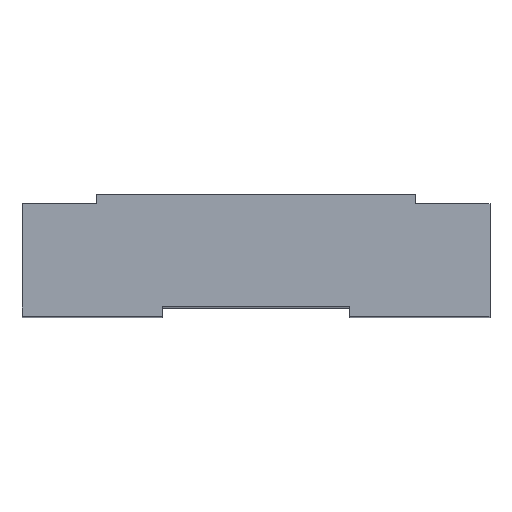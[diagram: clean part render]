
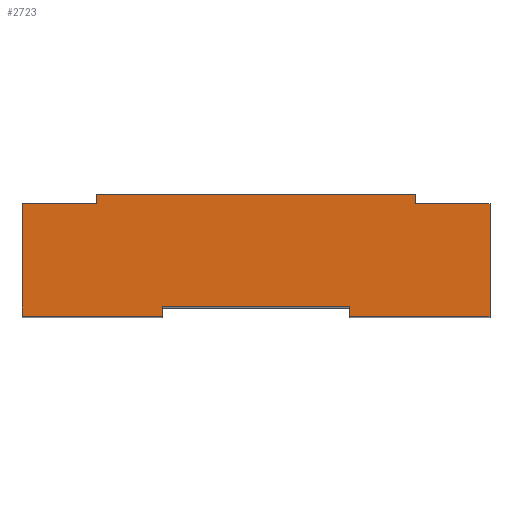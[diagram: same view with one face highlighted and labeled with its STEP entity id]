
A CAD part, top view. The second image highlights one B-rep face of the part: STEP entity #2723.
In plain terms, the highlighted planar face has unit normal (0, 0, 1).
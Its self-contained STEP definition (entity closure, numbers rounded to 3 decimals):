
#22 = ORIENTED_EDGE ( 'NONE', *, *, #3955, .T. ) ;
#36 = ORIENTED_EDGE ( 'NONE', *, *, #1401, .T. ) ;
#155 = EDGE_CURVE ( 'NONE', #163, #313, #1404, .T. ) ;
#163 = VERTEX_POINT ( 'NONE', #3489 ) ;
#183 = DIRECTION ( 'NONE',  ( 0., -1., 0. ) ) ;
#213 = CARTESIAN_POINT ( 'NONE',  ( 0.85, 0.55, 2.5 ) ) ;
#218 = CARTESIAN_POINT ( 'NONE',  ( -0.5, -0.05, 2.5 ) ) ;
#242 = CARTESIAN_POINT ( 'NONE',  ( -1.2, 0., 2.5 ) ) ;
#271 = CARTESIAN_POINT ( 'NONE',  ( 0.85, 0.55, 2.5 ) ) ;
#301 = ORIENTED_EDGE ( 'NONE', *, *, #155, .T. ) ;
#313 = VERTEX_POINT ( 'NONE', #4498 ) ;
#414 = EDGE_CURVE ( 'NONE', #2008, #4650, #2530, .T. ) ;
#460 = CARTESIAN_POINT ( 'NONE',  ( -0.5, 0., 2.5 ) ) ;
#515 = ORIENTED_EDGE ( 'NONE', *, *, #4390, .T. ) ;
#540 = DIRECTION ( 'NONE',  ( 0., 0., -1. ) ) ;
#543 = CARTESIAN_POINT ( 'NONE',  ( 1.25, -0.05, 2.5 ) ) ;
#562 = PLANE ( 'NONE',  #3804 ) ;
#575 = DIRECTION ( 'NONE',  ( -1., 0., 0. ) ) ;
#604 = DIRECTION ( 'NONE',  ( 1., 0., 0. ) ) ;
#619 = VECTOR ( 'NONE', #1659, 1000. ) ;
#625 = DIRECTION ( 'NONE',  ( 0., 1., 0. ) ) ;
#737 = VERTEX_POINT ( 'NONE', #1950 ) ;
#832 = ORIENTED_EDGE ( 'NONE', *, *, #3627, .T. ) ;
#871 = VECTOR ( 'NONE', #2200, 1000. ) ;
#892 = VERTEX_POINT ( 'NONE', #271 ) ;
#918 = DIRECTION ( 'NONE',  ( -1., 0., 0. ) ) ;
#932 = VECTOR ( 'NONE', #604, 1000. ) ;
#966 = LINE ( 'NONE', #2986, #2891 ) ;
#1024 = VECTOR ( 'NONE', #183, 1000. ) ;
#1027 = CARTESIAN_POINT ( 'NONE',  ( 0.85, 0.5, 2.5 ) ) ;
#1148 = EDGE_CURVE ( 'NONE', #3996, #892, #3995, .T. ) ;
#1194 = DIRECTION ( 'NONE',  ( 1., 0., 0. ) ) ;
#1220 = ORIENTED_EDGE ( 'NONE', *, *, #3170, .T. ) ;
#1358 = DIRECTION ( 'NONE',  ( -1., 0., 0. ) ) ;
#1401 = EDGE_CURVE ( 'NONE', #4564, #3996, #3872, .T. ) ;
#1404 = LINE ( 'NONE', #1690, #2409 ) ;
#1542 = VECTOR ( 'NONE', #2687, 1000. ) ;
#1627 = CARTESIAN_POINT ( 'NONE',  ( 0.5, 0., 2.5 ) ) ;
#1649 = LINE ( 'NONE', #1027, #2043 ) ;
#1655 = VECTOR ( 'NONE', #4540, 1000. ) ;
#1659 = DIRECTION ( 'NONE',  ( 1., 0., 0. ) ) ;
#1690 = CARTESIAN_POINT ( 'NONE',  ( -0.85, 0.5, 2.5 ) ) ;
#1924 = EDGE_LOOP ( 'NONE', ( #301, #515, #22, #2763, #832, #3189, #1220, #2355, #36, #3827, #3946, #2597 ) ) ;
#1933 = LINE ( 'NONE', #4545, #619 ) ;
#1950 = CARTESIAN_POINT ( 'NONE',  ( -1.25, -0.05, 2.5 ) ) ;
#2008 = VERTEX_POINT ( 'NONE', #460 ) ;
#2032 = CARTESIAN_POINT ( 'NONE',  ( -0.85, 0.55, 2.5 ) ) ;
#2034 = DIRECTION ( 'NONE',  ( 0., -1., 0. ) ) ;
#2043 = VECTOR ( 'NONE', #625, 1000. ) ;
#2200 = DIRECTION ( 'NONE',  ( 0., 1., 0. ) ) ;
#2231 = VECTOR ( 'NONE', #1358, 1000. ) ;
#2307 = CARTESIAN_POINT ( 'NONE',  ( -1.25, 0.55, 2.5 ) ) ;
#2355 = ORIENTED_EDGE ( 'NONE', *, *, #3156, .T. ) ;
#2409 = VECTOR ( 'NONE', #2034, 1000. ) ;
#2504 = VECTOR ( 'NONE', #4188, 1000. ) ;
#2530 = LINE ( 'NONE', #242, #932 ) ;
#2597 = ORIENTED_EDGE ( 'NONE', *, *, #4502, .T. ) ;
#2687 = DIRECTION ( 'NONE',  ( 0., 1., 0. ) ) ;
#2702 = LINE ( 'NONE', #4182, #1024 ) ;
#2712 = CARTESIAN_POINT ( 'NONE',  ( 1.2, 0.5, 2.5 ) ) ;
#2723 = ADVANCED_FACE ( 'NONE', ( #3410 ), #562, .F. ) ;
#2763 = ORIENTED_EDGE ( 'NONE', *, *, #3141, .T. ) ;
#2839 = LINE ( 'NONE', #3811, #1655 ) ;
#2891 = VECTOR ( 'NONE', #1194, 1000. ) ;
#2958 = CARTESIAN_POINT ( 'NONE',  ( 0.5, -0.05, 2.5 ) ) ;
#2986 = CARTESIAN_POINT ( 'NONE',  ( -1.25, -0.05, 2.5 ) ) ;
#2998 = VERTEX_POINT ( 'NONE', #2958 ) ;
#2999 = CARTESIAN_POINT ( 'NONE',  ( -0.5, 0., 2.5 ) ) ;
#3115 = VERTEX_POINT ( 'NONE', #2307 ) ;
#3118 = LINE ( 'NONE', #1627, #2504 ) ;
#3141 = EDGE_CURVE ( 'NONE', #737, #4359, #966, .T. ) ;
#3156 = EDGE_CURVE ( 'NONE', #2998, #4564, #1933, .T. ) ;
#3170 = EDGE_CURVE ( 'NONE', #4650, #2998, #3118, .T. ) ;
#3189 = ORIENTED_EDGE ( 'NONE', *, *, #414, .T. ) ;
#3229 = CARTESIAN_POINT ( 'NONE',  ( 0.85, 0.6, 2.5 ) ) ;
#3237 = EDGE_CURVE ( 'NONE', #892, #3470, #1649, .T. ) ;
#3410 = FACE_OUTER_BOUND ( 'NONE', #1924, .T. ) ;
#3430 = CARTESIAN_POINT ( 'NONE',  ( 1.25, 0.55, 2.5 ) ) ;
#3435 = VECTOR ( 'NONE', #575, 1000. ) ;
#3470 = VERTEX_POINT ( 'NONE', #3229 ) ;
#3489 = CARTESIAN_POINT ( 'NONE',  ( -0.85, 0.6, 2.5 ) ) ;
#3567 = LINE ( 'NONE', #2999, #1542 ) ;
#3627 = EDGE_CURVE ( 'NONE', #4359, #2008, #3567, .T. ) ;
#3804 = AXIS2_PLACEMENT_3D ( 'NONE', #2712, #540, #918 ) ;
#3811 = CARTESIAN_POINT ( 'NONE',  ( -0.85, 0.6, 2.5 ) ) ;
#3827 = ORIENTED_EDGE ( 'NONE', *, *, #1148, .T. ) ;
#3872 = LINE ( 'NONE', #4034, #871 ) ;
#3893 = CARTESIAN_POINT ( 'NONE',  ( 0.5, 0., 2.5 ) ) ;
#3946 = ORIENTED_EDGE ( 'NONE', *, *, #3237, .T. ) ;
#3955 = EDGE_CURVE ( 'NONE', #3115, #737, #2702, .T. ) ;
#3995 = LINE ( 'NONE', #213, #3435 ) ;
#3996 = VERTEX_POINT ( 'NONE', #3430 ) ;
#4034 = CARTESIAN_POINT ( 'NONE',  ( 1.25, 0.55, 2.5 ) ) ;
#4134 = LINE ( 'NONE', #2032, #2231 ) ;
#4182 = CARTESIAN_POINT ( 'NONE',  ( -1.25, 0.55, 2.5 ) ) ;
#4188 = DIRECTION ( 'NONE',  ( 0., -1., 0. ) ) ;
#4359 = VERTEX_POINT ( 'NONE', #218 ) ;
#4390 = EDGE_CURVE ( 'NONE', #313, #3115, #4134, .T. ) ;
#4498 = CARTESIAN_POINT ( 'NONE',  ( -0.85, 0.55, 2.5 ) ) ;
#4502 = EDGE_CURVE ( 'NONE', #3470, #163, #2839, .T. ) ;
#4540 = DIRECTION ( 'NONE',  ( -1., 0., 0. ) ) ;
#4545 = CARTESIAN_POINT ( 'NONE',  ( 1.25, -0.05, 2.5 ) ) ;
#4564 = VERTEX_POINT ( 'NONE', #543 ) ;
#4650 = VERTEX_POINT ( 'NONE', #3893 ) ;
